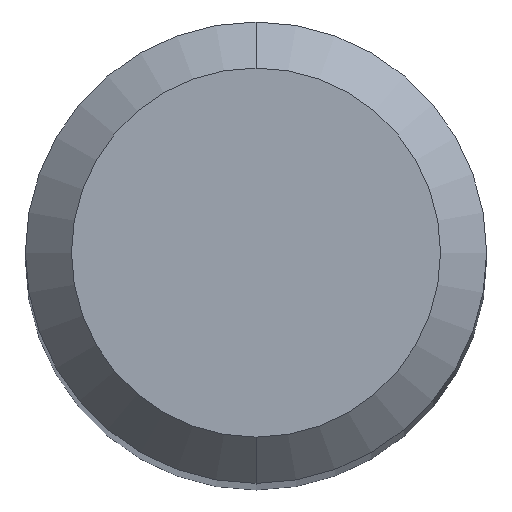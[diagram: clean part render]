
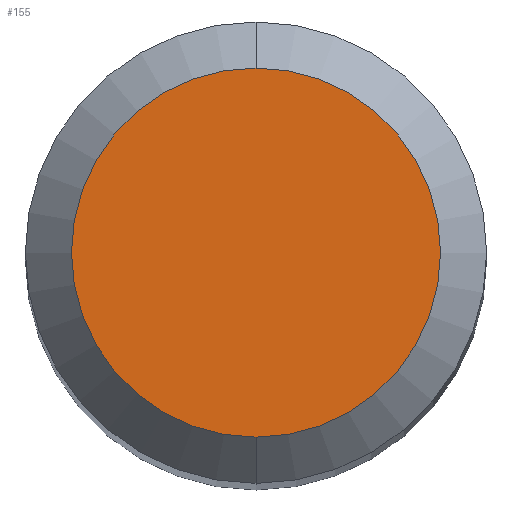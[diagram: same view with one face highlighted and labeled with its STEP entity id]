
A CAD part, top view. The second image highlights one B-rep face of the part: STEP entity #155.
In plain terms, the highlighted planar face has unit normal (0, 0, 1).
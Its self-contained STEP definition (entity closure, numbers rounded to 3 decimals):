
#139=VERTEX_POINT('',#295);
#149=EDGE_CURVE('',#139,#207,#308,.T.);
#155=ADVANCED_FACE('',(#314),#315,.T.);
#207=VERTEX_POINT('',#374);
#225=EDGE_CURVE('',#207,#139,#393,.T.);
#295=CARTESIAN_POINT('',(0.,-1.2,0.0));
#308=CIRCLE('',#491,1.2);
#314=FACE_OUTER_BOUND('',#496,.T.);
#315=PLANE('',#497);
#374=CARTESIAN_POINT('',(0.0,1.2,0.0));
#393=CIRCLE('',#594,1.2);
#491=AXIS2_PLACEMENT_3D('',#682,#683,#684);
#496=EDGE_LOOP('',(#687,#688));
#497=AXIS2_PLACEMENT_3D('',#689,#690,#691);
#594=AXIS2_PLACEMENT_3D('',#787,#788,#789);
#682=CARTESIAN_POINT('',(0.0,0.0,0.0));
#683=DIRECTION('',(0.0,0.0,-1.0));
#684=DIRECTION('',(0.0,1.0,0.0));
#687=ORIENTED_EDGE('',*,*,#225,.F.);
#688=ORIENTED_EDGE('',*,*,#149,.F.);
#689=CARTESIAN_POINT('',(0.0,0.6,0.0));
#690=DIRECTION('',(-0.0,0.0,1.0));
#691=DIRECTION('',(0.0,-1.0,0.0));
#787=CARTESIAN_POINT('',(0.0,0.0,0.0));
#788=DIRECTION('',(0.0,0.0,-1.0));
#789=DIRECTION('',(0.0,1.0,0.0));
